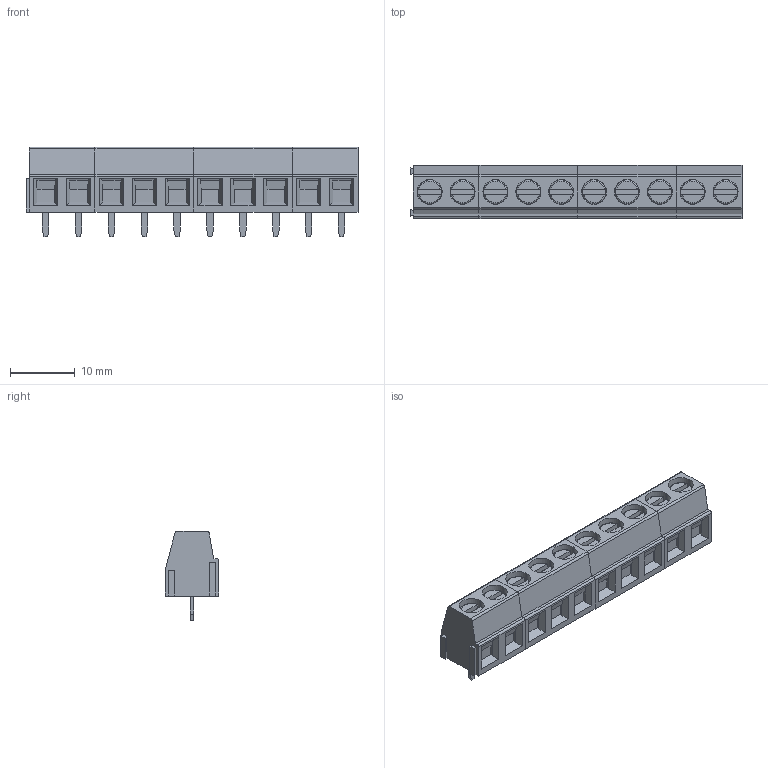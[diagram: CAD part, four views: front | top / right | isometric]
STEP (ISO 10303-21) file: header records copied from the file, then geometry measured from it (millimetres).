
FILE_DESCRIPTION(('FreeCAD Model'),'2;1');
FILE_NAME('Open CASCADE Shape Model','2024-11-08T12:51:37',(''),(''), 'Open CASCADE STEP processor 7.6','FreeCAD','Unknown');
FILE_SCHEMA(('AUTOMOTIVE_DESIGN { 1 0 10303 214 1 1 1 1 }'));
Length unit declared in the file: millimetre
Products named in the file (1): CUI_DEVICES_TB006-508-10BE
Bounding box: 51.3 x 8.2 x 13.8 mm (x, y, z)
Volume: 3448.3 mm3; surface area: 2826.5 mm2
Topology: 1 solids, 11 shells, 538 faces, 1352 edges, 866 vertices
Faces by surface type: plane 356, bspline 80, cylinder 62, cone 40
Entity records: 24416 total; most frequent: CARTESIAN_POINT 8203, ORIENTED_EDGE 2704, DIRECTION 2363, EDGE_CURVE 1352, LINE 919, VECTOR 919, VERTEX_POINT 866, AXIS2_PLACEMENT_3D 722
